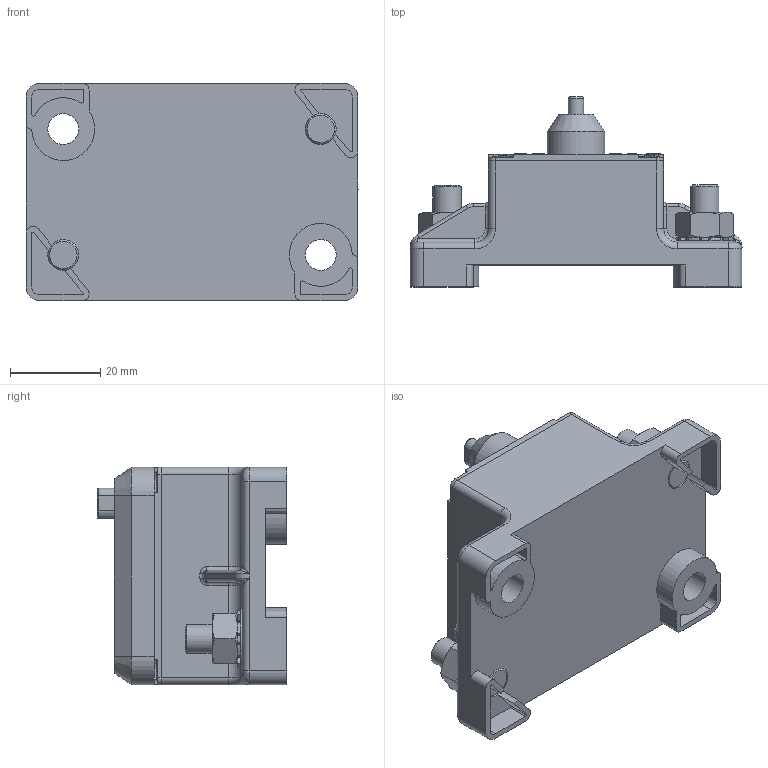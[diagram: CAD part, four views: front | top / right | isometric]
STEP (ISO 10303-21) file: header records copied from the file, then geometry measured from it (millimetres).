
FILE_DESCRIPTION(/* description */ ('Circuit breaker'),/* implementation_level */ '2;1');
FILE_NAME(/* name */ 'CB185-120.iam.step',/* time_stamp */ '2017-01-04T15:03:13-08:00',/* author */ ('Autodesk Inc.'),/* organization */ ('Autodesk Inc.'),/* preprocessor_version */ 'ST-DEVELOPER v16.5',/* originating_system */ 'Autodesk Inventor 2017',/* authorisation */ '');
FILE_SCHEMA (('AUTOMOTIVE_DESIGN { 1 0 10303 214 3 1 1 }'));
Length unit declared in the file: inch
Products named in the file (8): CB185-120; BUSS-BASE; BUSS-COVER; BUSS-SAFTY-TRIP; BUSS-RIVET; BUSS-STUD-250X50; ANSI B18.2.2 - 1/4 - 20; ASME B18.21.1 - 1/4. Carbon Steel
Assembly tree (13 placements, depth 2):
  CB185-120
    BUSS-BASE
    BUSS-COVER
    BUSS-SAFTY-TRIP
    BUSS-RIVET  x4
    BUSS-STUD-250X50  x2
    ANSI B18.2.2 - 1/4 - 20  x2
    ASME B18.21.1 - 1/4. Carbon Steel  x2
Bounding box: 73.7 x 42.15 x 48.26 mm (x, y, z)
Volume: 63304.4 mm3; surface area: 21137 mm2
Topology: 13 solids, 13 shells, 829 faces, 2153 edges, 1401 vertices
Faces by surface type: plane 406, bspline 191, cylinder 172, cone 34, torus 22, sphere 4
Full cylindrical faces by diameter (mm): 1.555 x4, 4.425 x4, 4.978 x2, 6.35 x2, 6.502 x2, 6.858 x6
Entity records: 24031 total; most frequent: CARTESIAN_POINT 6752, ORIENTED_EDGE 3818, DIRECTION 2971, EDGE_CURVE 1909, VERTEX_POINT 1252, LINE 1189, VECTOR 1189, AXIS2_PLACEMENT_3D 891
